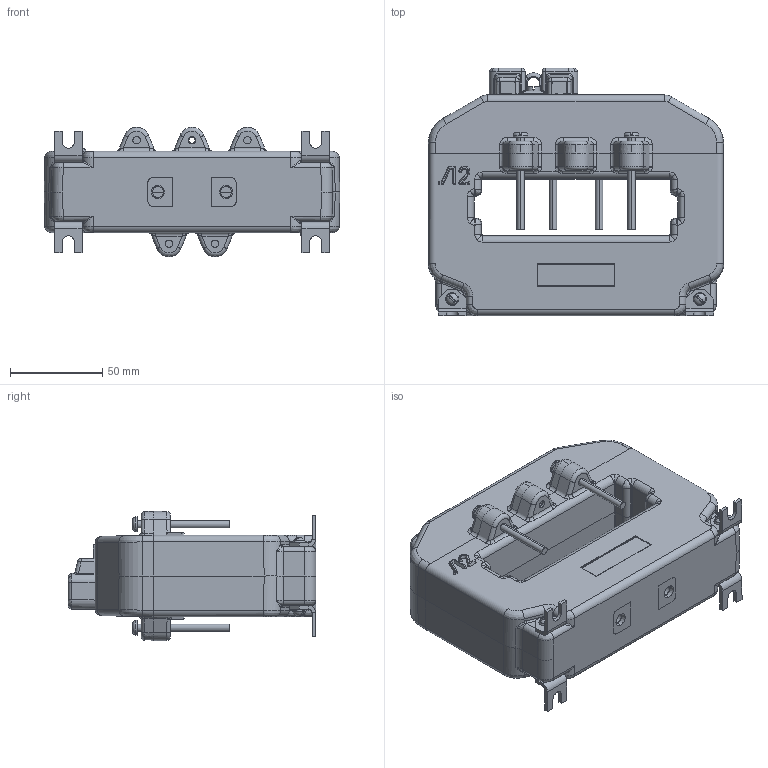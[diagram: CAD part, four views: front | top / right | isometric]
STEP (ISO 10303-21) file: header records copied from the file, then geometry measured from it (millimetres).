
FILE_DESCRIPTION (( 'STEP AP203' ), '1' );
FILE_NAME ('ÒØË-0,66-III-2.STEP', '2018-05-16T09:35:04', ( '' ), ( '' ), 'SwSTEP 2.0', 'SolidWorks 2010', '' );
FILE_SCHEMA (( 'CONFIG_CONTROL_DESIGN' ));
Products named in the file (1): ﾒﾘﾋ-0,66-III-2
Bounding box: 160 x 134 x 70 mm (x, y, z)
Surface area: 76720.5 mm2 (no closed solid volume)
Topology: 0 solids, 111 shells, 1227 faces, 5475 edges, 4289 vertices
Faces by surface type: plane 610, bspline 270, cylinder 253, cone 65, sphere 16, torus 13
Entity records: 76665 total; most frequent: CARTESIAN_POINT 37707, ORIENTED_EDGE 7747, DIRECTION 6280, EDGE_CURVE 5453, VERTEX_POINT 4289, LINE 3094, VECTOR 3094, AXIS2_PLACEMENT_3D 1593
